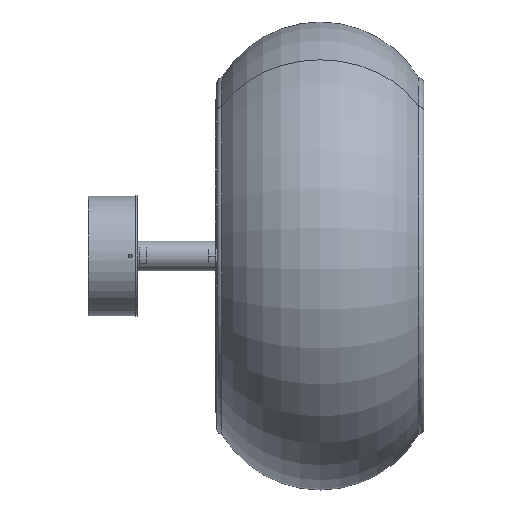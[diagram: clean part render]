
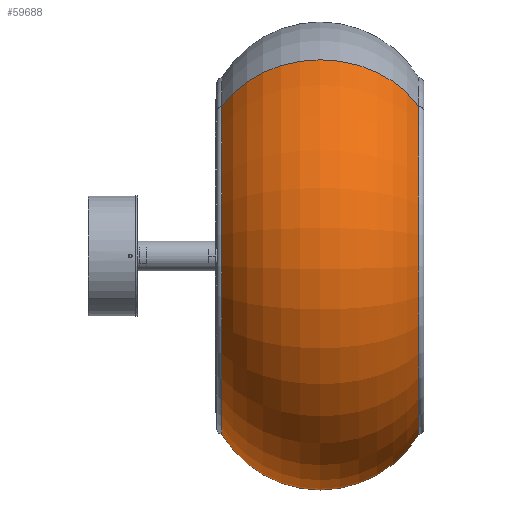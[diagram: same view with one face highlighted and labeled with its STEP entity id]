
A CAD part, left-side view. The second image highlights one B-rep face of the part: STEP entity #59688.
In plain terms, the highlighted toroidal (fillet/blend) face has major radius 120.056 mm and minor radius 115.565 mm.
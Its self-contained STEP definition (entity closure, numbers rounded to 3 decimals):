
#1856 = CARTESIAN_POINT ( 'NONE',  ( 0., 197.521, 0. ) ) ;
#4551 = DIRECTION ( 'NONE',  ( -1., 0., 0. ) ) ;
#11303 = DIRECTION ( 'NONE',  ( 0., 0., 1. ) ) ;
#12178 = EDGE_CURVE ( 'NONE', #60029, #39947, #19147, .T. ) ;
#12627 = DIRECTION ( 'NONE',  ( 0., 0., -1. ) ) ;
#14150 = CARTESIAN_POINT ( 'NONE',  ( 0., 98.5, 120.056 ) ) ;
#14803 = CARTESIAN_POINT ( 'NONE',  ( 0., -0.704, 0. ) ) ;
#19147 = CIRCLE ( 'NONE', #50299, 115.565 ) ;
#19793 = TOROIDAL_SURFACE ( 'NONE', #64493, 120.056, 115.565 ) ;
#20920 = DIRECTION ( 'NONE',  ( 0., 0., -1. ) ) ;
#22769 = CARTESIAN_POINT ( 'NONE',  ( 0., 98.5, -120.056 ) ) ;
#22886 = CARTESIAN_POINT ( 'NONE',  ( 0., 197.521, 179.638 ) ) ;
#23109 = CARTESIAN_POINT ( 'NONE',  ( 0., -0.704, 179.333 ) ) ;
#25362 = CARTESIAN_POINT ( 'NONE',  ( 0., 98.5, 0. ) ) ;
#25607 = AXIS2_PLACEMENT_3D ( 'NONE', #14803, #46636, #78477 ) ;
#32712 = EDGE_LOOP ( 'NONE', ( #54944, #73711, #60410, #48307 ) ) ;
#34653 = EDGE_CURVE ( 'NONE', #75548, #78710, #77478, .T. ) ;
#35775 = DIRECTION ( 'NONE',  ( 0., 0., -1. ) ) ;
#39947 = VERTEX_POINT ( 'NONE', #23109 ) ;
#40518 = CIRCLE ( 'NONE', #25607, 179.333 ) ;
#40893 = AXIS2_PLACEMENT_3D ( 'NONE', #22769, #4551, #11303 ) ;
#41365 = CIRCLE ( 'NONE', #50802, 179.638 ) ;
#46636 = DIRECTION ( 'NONE',  ( 0., -1., 0. ) ) ;
#48307 = ORIENTED_EDGE ( 'NONE', *, *, #65297, .F. ) ;
#50299 = AXIS2_PLACEMENT_3D ( 'NONE', #14150, #80763, #35775 ) ;
#50802 = AXIS2_PLACEMENT_3D ( 'NONE', #1856, #53168, #20920 ) ;
#53168 = DIRECTION ( 'NONE',  ( 0., -1., 0. ) ) ;
#54944 = ORIENTED_EDGE ( 'NONE', *, *, #12178, .F. ) ;
#57591 = CARTESIAN_POINT ( 'NONE',  ( 0., 197.521, -179.638 ) ) ;
#59688 = ADVANCED_FACE ( 'NONE', ( #83539 ), #19793, .T. ) ;
#60029 = VERTEX_POINT ( 'NONE', #22886 ) ;
#60410 = ORIENTED_EDGE ( 'NONE', *, *, #34653, .T. ) ;
#64493 = AXIS2_PLACEMENT_3D ( 'NONE', #25362, #69493, #12627 ) ;
#65297 = EDGE_CURVE ( 'NONE', #39947, #78710, #40518, .T. ) ;
#69493 = DIRECTION ( 'NONE',  ( 0., -1., 0. ) ) ;
#73209 = CARTESIAN_POINT ( 'NONE',  ( 0., -0.704, -179.333 ) ) ;
#73711 = ORIENTED_EDGE ( 'NONE', *, *, #80762, .T. ) ;
#75548 = VERTEX_POINT ( 'NONE', #57591 ) ;
#77478 = CIRCLE ( 'NONE', #40893, 115.565 ) ;
#78477 = DIRECTION ( 'NONE',  ( 0., 0., -1. ) ) ;
#78710 = VERTEX_POINT ( 'NONE', #73209 ) ;
#80762 = EDGE_CURVE ( 'NONE', #60029, #75548, #41365, .T. ) ;
#80763 = DIRECTION ( 'NONE',  ( 1., 0., 0. ) ) ;
#83539 = FACE_OUTER_BOUND ( 'NONE', #32712, .T. ) ;
